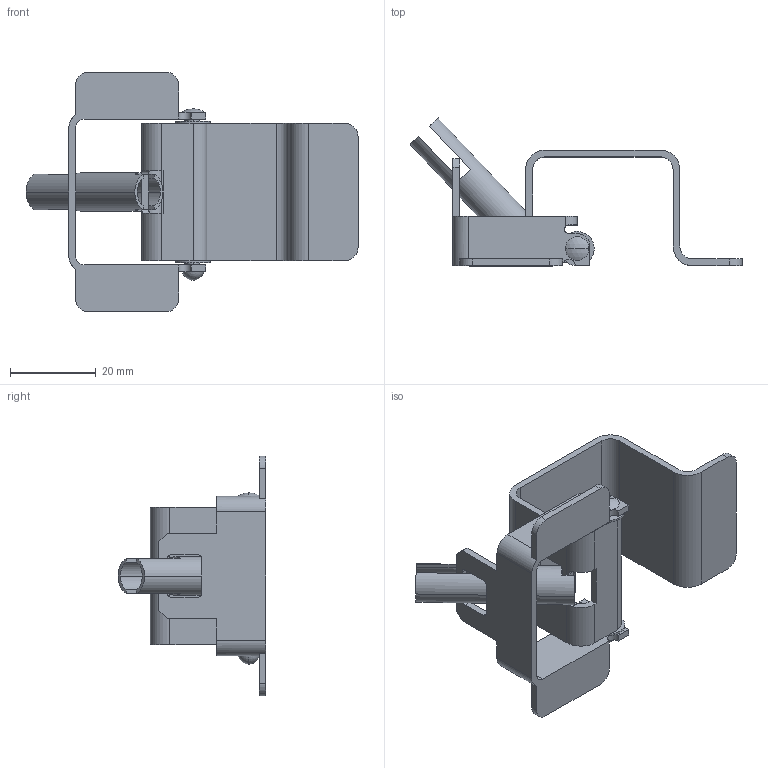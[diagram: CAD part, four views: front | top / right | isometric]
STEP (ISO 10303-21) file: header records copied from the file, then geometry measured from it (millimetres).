
FILE_DESCRIPTION (( 'STEP AP203' ), '1' );
FILE_NAME ('B-81-3.STEP', '2018-07-13T08:00:35', ( '' ), ( '' ), 'SwSTEP 2.0', 'SolidWorks 2014', '' );
FILE_SCHEMA (( 'CONFIG_CONTROL_DESIGN' ));
Length unit declared in the file: millimetre
Products named in the file (6): B-81-3僗僾儕儞僌僇僶乕_; B-81-3ヒンジB_; B-81-3; B-81-3ピン_; B-81-3樹脂ワッシャー_; B-81-3ヒンジA_
Assembly tree (6 placements, depth 2):
  B-81-3
    B-81-3ヒンジA_
    B-81-3ヒンジB_
    B-81-3ピン_
    B-81-3僗僾儕儞僌僇僶乕_
    B-81-3樹脂ワッシャー_  x2
Bounding box: 77.5 x 34.5 x 56 mm (x, y, z)
Volume: 9471.2 mm3; surface area: 14013.5 mm2
Topology: 6 solids, 6 shells, 150 faces, 420 edges, 280 vertices
Faces by surface type: plane 83, cylinder 63, sphere 4
Entity records: 5448 total; most frequent: CARTESIAN_POINT 885, DIRECTION 850, ORIENTED_EDGE 816, EDGE_CURVE 408, AXIS2_PLACEMENT_3D 297, VERTEX_POINT 272, LINE 256, VECTOR 256
